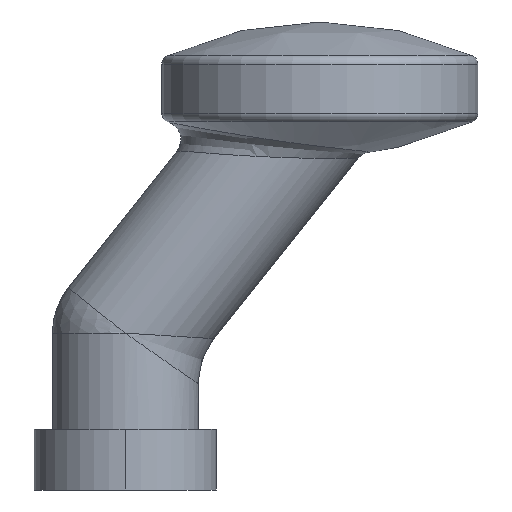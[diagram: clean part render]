
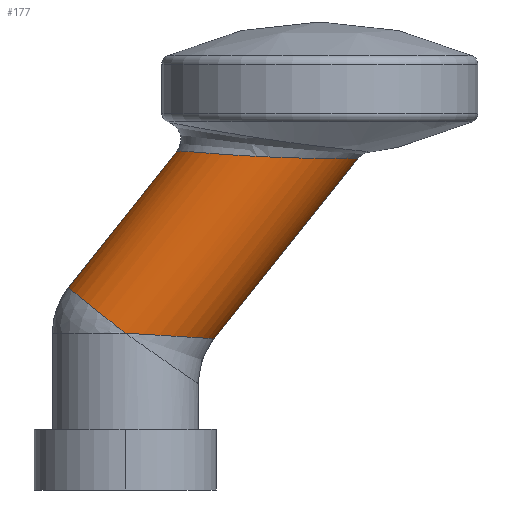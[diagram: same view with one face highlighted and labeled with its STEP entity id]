
A CAD part, front view. The second image highlights one B-rep face of the part: STEP entity #177.
In plain terms, the highlighted cylindrical face has radius 12 mm (diameter 24 mm), a partial arc.
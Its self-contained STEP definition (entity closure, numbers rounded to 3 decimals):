
#177 = ADVANCED_FACE ( 'NONE', ( #10695 ), #7602, .T. ) ;
#434 = DIRECTION ( 'NONE',  ( 0.782, 0., -0.623 ) ) ;
#436 = ORIENTED_EDGE ( 'NONE', *, *, #1898, .F. ) ;
#486 = LINE ( 'NONE', #12320, #13420 ) ;
#605 = EDGE_CURVE ( 'NONE', #3338, #9954, #6230, .T. ) ;
#633 = EDGE_CURVE ( 'NONE', #11123, #10313, #7744, .T. ) ;
#759 = CARTESIAN_POINT ( 'NONE',  ( 22.389, -13.258, 44.85 ) ) ;
#806 = CARTESIAN_POINT ( 'NONE',  ( 12.036, -9.074, 45.546 ) ) ;
#857 = CARTESIAN_POINT ( 'NONE',  ( 35.507, -8.078, 44.549 ) ) ;
#1604 = CARTESIAN_POINT ( 'NONE',  ( 8.504, -1.25, 45.755 ) ) ;
#1758 = CARTESIAN_POINT ( 'NONE',  ( 38.174, -2.141, 44.489 ) ) ;
#1833 = DIRECTION ( 'NONE',  ( 0.623, 0., 0.782 ) ) ;
#1861 = CARTESIAN_POINT ( 'NONE',  ( 37.716, -4.284, 44.527 ) ) ;
#1898 = EDGE_CURVE ( 'NONE', #8329, #9954, #10492, .T. ) ;
#1913 = CARTESIAN_POINT ( 'NONE',  ( 31.329, -11.283, 44.572 ) ) ;
#2080 = ORIENTED_EDGE ( 'NONE', *, *, #4378, .T. ) ;
#2118 = CARTESIAN_POINT ( 'NONE',  ( 8.559, -13.25, 15.272 ) ) ;
#2173 = CARTESIAN_POINT ( 'NONE',  ( -9.388, -1.25, 23.281 ) ) ;
#2929 = CARTESIAN_POINT ( 'NONE',  ( 8.77, -3.454, 45.773 ) ) ;
#2979 = CARTESIAN_POINT ( 'NONE',  ( 24.158, -13.224, 44.77 ) ) ;
#3028 = CARTESIAN_POINT ( 'NONE',  ( 26.772, -12.899, 44.671 ) ) ;
#3086 = CARTESIAN_POINT ( 'NONE',  ( 27.628, -12.704, 44.646 ) ) ;
#3135 = CARTESIAN_POINT ( 'NONE',  ( 13.032, -9.945, 45.468 ) ) ;
#3160 = CARTESIAN_POINT ( 'NONE',  ( 14.612, -1.25, 14.894 ) ) ;
#3207 = DIRECTION ( 'NONE',  ( 0.782, 0., -0.623 ) ) ;
#3338 = VERTEX_POINT ( 'NONE', #11017 ) ;
#4107 = CARTESIAN_POINT ( 'NONE',  ( 21.515, -13.202, 44.895 ) ) ;
#4254 = CARTESIAN_POINT ( 'NONE',  ( 12.687, -9.663, 45.495 ) ) ;
#4299 = CARTESIAN_POINT ( 'NONE',  ( 9.123, -4.72, 45.76 ) ) ;
#4378 = EDGE_CURVE ( 'NONE', #10313, #3338, #486, .T. ) ;
#4579 = DIRECTION ( 'NONE',  ( 0.623, 0., 0.782 ) ) ;
#5151 = DIRECTION ( 'NONE',  ( 0.623, 0., 0.782 ) ) ;
#5216 = EDGE_CURVE ( 'NONE', #8329, #11123, #5735, .T. ) ;
#5278 = CARTESIAN_POINT ( 'NONE',  ( 18.925, -12.78, 45.046 ) ) ;
#5370 = CARTESIAN_POINT ( 'NONE',  ( 37.221, -5.52, 44.539 ) ) ;
#5425 = CARTESIAN_POINT ( 'NONE',  ( 9.46, -5.53, 45.74 ) ) ;
#5479 = CARTESIAN_POINT ( 'NONE',  ( 34.597, -9.04, 44.551 ) ) ;
#5735 = CIRCLE ( 'NONE', #10892, 12. ) ;
#6230 = B_SPLINE_CURVE_WITH_KNOTS ( 'NONE', 3,
 ( #8532, #1758, #14773, #1861, #13637, #5370, #6646, #9901, #8830, #12462, #857, #5479, #10007, #13537, #6541, #10106, #1913, #11261, #14671, #7653, #12298, #3086, #3028, #14820, #14718, #2979, #7706, #759, #4107, #7753, #5278, #11213, #13586, #6592, #7599, #3135, #4254, #806, #11113, #12410, #7813, #5425, #4299, #2929, #11062, #12249, #13430, #6442 ),
 .UNSPECIFIED., .F., .F.,
 ( 4, 2, 2, 2, 2, 2, 2, 2, 2, 2, 2, 2, 2, 2, 2, 2, 2, 2, 2, 2, 2, 2, 2, 4 ),
 ( 0., 0.003, 0.004, 0.005, 0.007, 0.008, 0.011, 0.012, 0.013, 0.014, 0.016, 0.018, 0.02, 0.021, 0.024, 0.026, 0.029, 0.032, 0.033, 0.034, 0.037, 0.039, 0.041, 0.042 ),
 .UNSPECIFIED. ) ;
#6442 = CARTESIAN_POINT ( 'NONE',  ( 8.504, -1.25, 45.755 ) ) ;
#6541 = CARTESIAN_POINT ( 'NONE',  ( 32.476, -10.627, 44.561 ) ) ;
#6592 = CARTESIAN_POINT ( 'NONE',  ( 14.846, -11.184, 45.328 ) ) ;
#6646 = CARTESIAN_POINT ( 'NONE',  ( 37.022, -5.912, 44.542 ) ) ;
#6698 = CARTESIAN_POINT ( 'NONE',  ( 14.612, -8.279, 14.894 ) ) ;
#6828 = ORIENTED_EDGE ( 'NONE', *, *, #633, .T. ) ;
#7599 = CARTESIAN_POINT ( 'NONE',  ( 14.097, -10.734, 45.385 ) ) ;
#7602 = CYLINDRICAL_SURFACE ( 'NONE', #9129, 12. ) ;
#7653 = CARTESIAN_POINT ( 'NONE',  ( 29.315, -12.167, 44.606 ) ) ;
#7706 = CARTESIAN_POINT ( 'NONE',  ( 23.715, -13.245, 44.789 ) ) ;
#7744 =( BOUNDED_CURVE ( )  B_SPLINE_CURVE ( 3, ( #9136, #2118, #6698, #12563 ),
 .UNSPECIFIED., .F., .T. ) 
 B_SPLINE_CURVE_WITH_KNOTS ( ( 4, 4 ),
 ( 1.571, 3.142 ),
 .UNSPECIFIED. ) 
 CURVE ( )  GEOMETRIC_REPRESENTATION_ITEM ( )  RATIONAL_B_SPLINE_CURVE ( ( 1., 0.805, 0.805, 1. ) ) 
 REPRESENTATION_ITEM ( '' )  );
#7753 = CARTESIAN_POINT ( 'NONE',  ( 19.783, -12.964, 44.993 ) ) ;
#7813 = CARTESIAN_POINT ( 'NONE',  ( 10.334, -7.083, 45.679 ) ) ;
#7937 = CARTESIAN_POINT ( 'NONE',  ( 0., -1.25, 15.806 ) ) ;
#8329 = VERTEX_POINT ( 'NONE', #2173 ) ;
#8501 = VECTOR ( 'NONE', #12656, 1000. ) ;
#8532 = CARTESIAN_POINT ( 'NONE',  ( 38.154, -1.25, 44.464 ) ) ;
#8830 = CARTESIAN_POINT ( 'NONE',  ( 36.331, -7.034, 44.547 ) ) ;
#9129 = AXIS2_PLACEMENT_3D ( 'NONE', #14456, #5151, #434 ) ;
#9136 = CARTESIAN_POINT ( 'NONE',  ( 0., -13.25, 15.806 ) ) ;
#9901 = CARTESIAN_POINT ( 'NONE',  ( 36.577, -6.669, 44.546 ) ) ;
#9954 = VERTEX_POINT ( 'NONE', #1604 ) ;
#10007 = CARTESIAN_POINT ( 'NONE',  ( 33.929, -9.613, 44.552 ) ) ;
#10106 = CARTESIAN_POINT ( 'NONE',  ( 31.717, -11.076, 44.568 ) ) ;
#10313 = VERTEX_POINT ( 'NONE', #3160 ) ;
#10449 = CARTESIAN_POINT ( 'NONE',  ( 0., -13.25, 15.806 ) ) ;
#10492 = LINE ( 'NONE', #14949, #8501 ) ;
#10695 = FACE_OUTER_BOUND ( 'NONE', #11931, .T. ) ;
#10892 = AXIS2_PLACEMENT_3D ( 'NONE', #7937, #4579, #3207 ) ;
#11017 = CARTESIAN_POINT ( 'NONE',  ( 38.154, -1.25, 44.464 ) ) ;
#11062 = CARTESIAN_POINT ( 'NONE',  ( 8.677, -3.023, 45.774 ) ) ;
#11113 = CARTESIAN_POINT ( 'NONE',  ( 11.727, -8.764, 45.571 ) ) ;
#11123 = VERTEX_POINT ( 'NONE', #10449 ) ;
#11213 = CARTESIAN_POINT ( 'NONE',  ( 17.23, -12.273, 45.157 ) ) ;
#11261 = CARTESIAN_POINT ( 'NONE',  ( 30.538, -11.668, 44.584 ) ) ;
#11931 = EDGE_LOOP ( 'NONE', ( #436, #13433, #6828, #2080, #15072 ) ) ;
#12249 = CARTESIAN_POINT ( 'NONE',  ( 8.548, -2.142, 45.769 ) ) ;
#12298 = CARTESIAN_POINT ( 'NONE',  ( 28.896, -12.313, 44.615 ) ) ;
#12320 = CARTESIAN_POINT ( 'NONE',  ( 6.453, -1.25, 4.645 ) ) ;
#12410 = CARTESIAN_POINT ( 'NONE',  ( 10.85, -7.792, 45.639 ) ) ;
#12462 = CARTESIAN_POINT ( 'NONE',  ( 35.796, -7.739, 44.549 ) ) ;
#12563 = CARTESIAN_POINT ( 'NONE',  ( 14.612, -1.25, 14.894 ) ) ;
#12656 = DIRECTION ( 'NONE',  ( 0.623, 0., 0.782 ) ) ;
#13420 = VECTOR ( 'NONE', #1833, 1000. ) ;
#13430 = CARTESIAN_POINT ( 'NONE',  ( 8.512, -1.696, 45.764 ) ) ;
#13433 = ORIENTED_EDGE ( 'NONE', *, *, #5216, .T. ) ;
#13537 = CARTESIAN_POINT ( 'NONE',  ( 32.849, -10.385, 44.558 ) ) ;
#13586 = CARTESIAN_POINT ( 'NONE',  ( 16.411, -11.953, 45.214 ) ) ;
#13637 = CARTESIAN_POINT ( 'NONE',  ( 37.569, -4.706, 44.532 ) ) ;
#14456 = CARTESIAN_POINT ( 'NONE',  ( -2.935, -1.25, 12.119 ) ) ;
#14671 = CARTESIAN_POINT ( 'NONE',  ( 30.135, -11.844, 44.59 ) ) ;
#14718 = CARTESIAN_POINT ( 'NONE',  ( 25.035, -13.152, 44.734 ) ) ;
#14773 = CARTESIAN_POINT ( 'NONE',  ( 38.064, -3.011, 44.507 ) ) ;
#14820 = CARTESIAN_POINT ( 'NONE',  ( 25.471, -13.101, 44.717 ) ) ;
#14949 = CARTESIAN_POINT ( 'NONE',  ( -12.323, -1.25, 19.594 ) ) ;
#15072 = ORIENTED_EDGE ( 'NONE', *, *, #605, .T. ) ;
